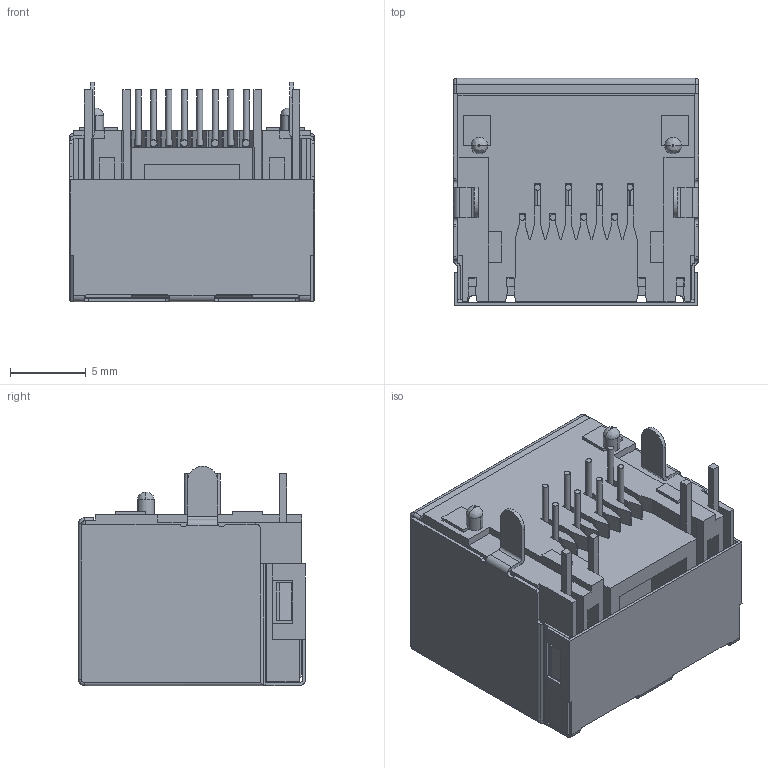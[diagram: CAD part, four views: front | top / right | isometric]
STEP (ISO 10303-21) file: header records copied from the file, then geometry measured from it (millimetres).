
FILE_DESCRIPTION((''),'2;1');
FILE_NAME('DGKYD60S1188AB1A6DY1008','2022-08-09T13:50:17',('Administrator'),(''),'CREO PARAMETRIC BY PTC INC, 2018400','CREO PARAMETRIC BY PTC INC, 2018400','');
FILE_SCHEMA(('CONFIG_CONTROL_DESIGN'));
Length unit declared in the file: millimetre
Products named in the file (1): DGKYD60S1188AB1A6DY1008
Bounding box: 16.2 x 15 x 14.5 mm (x, y, z)
Volume: 1185.6 mm3; surface area: 3929.8 mm2
Topology: 5 solids, 6 shells, 820 faces, 2398 edges, 1571 vertices
Faces by surface type: plane 541, cylinder 239, torus 35, bspline 5
Entity records: 27625 total; most frequent: CARTESIAN_POINT 5428, ORIENTED_EDGE 4772, DIRECTION 4526, EDGE_CURVE 2398, VECTOR 1740, LINE 1740, VERTEX_POINT 1571, AXIS2_PLACEMENT_3D 1393
